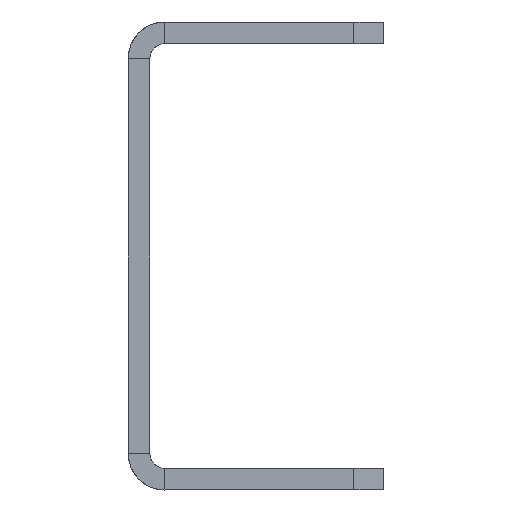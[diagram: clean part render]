
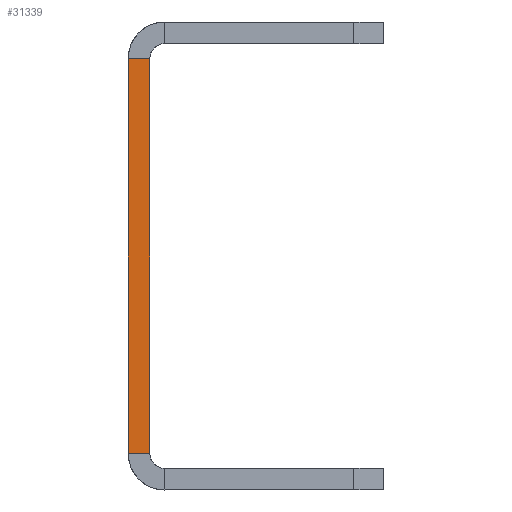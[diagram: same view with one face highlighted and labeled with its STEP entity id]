
A CAD part, left-side view. The second image highlights one B-rep face of the part: STEP entity #31339.
In plain terms, the highlighted planar face has unit normal (-1, 0, 0).
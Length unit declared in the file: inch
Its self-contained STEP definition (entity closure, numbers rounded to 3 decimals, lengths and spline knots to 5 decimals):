
#3285=FACE_OUTER_BOUND('',#5137,.T.);
#5137=EDGE_LOOP('',(#24913,#24914,#24915,#24916));
#7054=LINE('',#47802,#10282);
#7505=LINE('',#49788,#10733);
#7537=LINE('',#50038,#10765);
#8161=LINE('',#52023,#11389);
#10282=VECTOR('',#37540,0.844);
#10733=VECTOR('',#38827,0.046);
#10765=VECTOR('',#38861,0.844);
#11389=VECTOR('',#40525,0.046);
#13439=VERTEX_POINT('',#46923);
#13462=VERTEX_POINT('',#47403);
#13494=VERTEX_POINT('',#47801);
#14372=VERTEX_POINT('',#50036);
#16970=EDGE_CURVE('',#13494,#13439,#7054,.T.);
#17837=EDGE_CURVE('',#13439,#13462,#7505,.T.);
#17869=EDGE_CURVE('',#14372,#13462,#7537,.T.);
#18909=EDGE_CURVE('',#13494,#14372,#8161,.T.);
#24913=ORIENTED_EDGE('',*,*,#17837,.T.);
#24914=ORIENTED_EDGE('',*,*,#17869,.F.);
#24915=ORIENTED_EDGE('',*,*,#18909,.F.);
#24916=ORIENTED_EDGE('',*,*,#16970,.T.);
#30315=PLANE('',#34025);
#31339=ADVANCED_FACE('',(#3285),#30315,.F.);
#34025=AXIS2_PLACEMENT_3D('',#52022,#40523,#40524);
#37540=DIRECTION('',(0.,0.,1.));
#38827=DIRECTION('',(0.,1.,0.));
#38861=DIRECTION('',(0.,0.,1.));
#40523=DIRECTION('center_axis',(1.,0.,0.));
#40524=DIRECTION('ref_axis',(0.,0.,-1.));
#40525=DIRECTION('',(0.,1.,0.));
#46923=CARTESIAN_POINT('',(-1.04194,0.,0.30781));
#47403=CARTESIAN_POINT('',(-1.04194,0.046,0.30781));
#47801=CARTESIAN_POINT('',(-1.04194,0.,-0.53619));
#47802=CARTESIAN_POINT('',(-1.04194,0.,-0.53619));
#49788=CARTESIAN_POINT('',(-1.04194,0.,0.30781));
#50036=CARTESIAN_POINT('',(-1.04194,0.046,-0.53619));
#50038=CARTESIAN_POINT('',(-1.04194,0.046,-0.53619));
#52022=CARTESIAN_POINT('Origin',(-1.04194,0.046,-0.61419));
#52023=CARTESIAN_POINT('',(-1.04194,0.,-0.53619));
